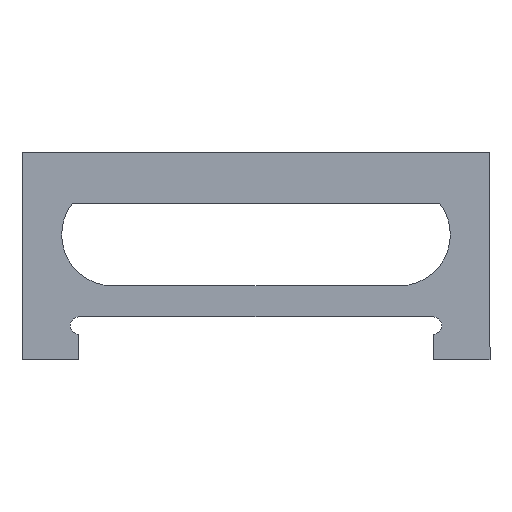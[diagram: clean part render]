
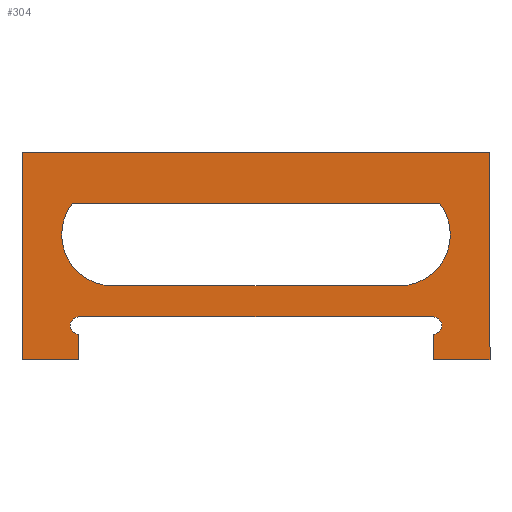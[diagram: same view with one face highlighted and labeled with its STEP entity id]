
A CAD part, front view. The second image highlights one B-rep face of the part: STEP entity #304.
In plain terms, the highlighted planar face has unit normal (0, -1, 0).
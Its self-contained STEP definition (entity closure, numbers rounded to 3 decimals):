
#19=FACE_BOUND('',#53,.T.);
#22=PLANE('',#339);
#36=FACE_OUTER_BOUND('',#52,.T.);
#52=EDGE_LOOP('',(#225,#226,#227,#228,#229,#230,#231,#232,#233,#234));
#53=EDGE_LOOP('',(#235,#236,#237,#238));
#68=CIRCLE('',#334,3.025);
#70=CIRCLE('',#337,3.025);
#71=CIRCLE('',#340,18.);
#72=CIRCLE('',#341,18.);
#79=LINE('',#467,#113);
#82=LINE('',#473,#116);
#83=LINE('',#475,#117);
#84=LINE('',#477,#118);
#85=LINE('',#479,#119);
#86=LINE('',#481,#120);
#87=LINE('',#482,#121);
#88=LINE('',#483,#122);
#89=LINE('',#486,#123);
#90=LINE('',#490,#124);
#113=VECTOR('',#379,10.);
#116=VECTOR('',#384,10.);
#117=VECTOR('',#385,10.);
#118=VECTOR('',#386,10.);
#119=VECTOR('',#387,10.);
#120=VECTOR('',#388,10.);
#121=VECTOR('',#389,10.);
#122=VECTOR('',#390,10.);
#123=VECTOR('',#391,10.);
#124=VECTOR('',#394,10.);
#143=VERTEX_POINT('',#448);
#146=VERTEX_POINT('',#453);
#148=VERTEX_POINT('',#458);
#150=VERTEX_POINT('',#462);
#151=VERTEX_POINT('',#466);
#153=VERTEX_POINT('',#472);
#154=VERTEX_POINT('',#474);
#155=VERTEX_POINT('',#476);
#156=VERTEX_POINT('',#478);
#157=VERTEX_POINT('',#480);
#158=VERTEX_POINT('',#484);
#159=VERTEX_POINT('',#485);
#160=VERTEX_POINT('',#487);
#161=VERTEX_POINT('',#489);
#174=EDGE_CURVE('',#143,#146,#68,.T.);
#178=EDGE_CURVE('',#148,#150,#70,.T.);
#179=EDGE_CURVE('',#151,#148,#79,.T.);
#182=EDGE_CURVE('',#153,#146,#82,.T.);
#183=EDGE_CURVE('',#154,#153,#83,.T.);
#184=EDGE_CURVE('',#155,#154,#84,.T.);
#185=EDGE_CURVE('',#156,#155,#85,.T.);
#186=EDGE_CURVE('',#156,#157,#86,.T.);
#187=EDGE_CURVE('',#157,#151,#87,.T.);
#188=EDGE_CURVE('',#143,#150,#88,.T.);
#189=EDGE_CURVE('',#158,#159,#89,.T.);
#190=EDGE_CURVE('',#160,#158,#71,.T.);
#191=EDGE_CURVE('',#161,#160,#90,.T.);
#192=EDGE_CURVE('',#159,#161,#72,.T.);
#225=ORIENTED_EDGE('',*,*,#174,.T.);
#226=ORIENTED_EDGE('',*,*,#182,.F.);
#227=ORIENTED_EDGE('',*,*,#183,.F.);
#228=ORIENTED_EDGE('',*,*,#184,.F.);
#229=ORIENTED_EDGE('',*,*,#185,.F.);
#230=ORIENTED_EDGE('',*,*,#186,.T.);
#231=ORIENTED_EDGE('',*,*,#187,.T.);
#232=ORIENTED_EDGE('',*,*,#179,.T.);
#233=ORIENTED_EDGE('',*,*,#178,.T.);
#234=ORIENTED_EDGE('',*,*,#188,.F.);
#235=ORIENTED_EDGE('',*,*,#189,.F.);
#236=ORIENTED_EDGE('',*,*,#190,.F.);
#237=ORIENTED_EDGE('',*,*,#191,.F.);
#238=ORIENTED_EDGE('',*,*,#192,.F.);
#304=ADVANCED_FACE('',(#36,#19),#22,.F.);
#334=AXIS2_PLACEMENT_3D('',#455,#367,#368);
#337=AXIS2_PLACEMENT_3D('',#464,#375,#376);
#339=AXIS2_PLACEMENT_3D('',#471,#382,#383);
#340=AXIS2_PLACEMENT_3D('',#488,#392,#393);
#341=AXIS2_PLACEMENT_3D('',#491,#395,#396);
#367=DIRECTION('center_axis',(0.,1.,0.));
#368=DIRECTION('ref_axis',(1.,0.,0.));
#375=DIRECTION('center_axis',(0.,1.,0.));
#376=DIRECTION('ref_axis',(1.,0.,0.));
#379=DIRECTION('',(0.,0.,1.));
#382=DIRECTION('center_axis',(0.,1.,0.));
#383=DIRECTION('ref_axis',(1.,0.,0.));
#384=DIRECTION('',(0.,0.,1.));
#385=DIRECTION('',(-1.,0.,0.));
#386=DIRECTION('',(0.,0.,-1.));
#387=DIRECTION('',(1.,0.,0.));
#388=DIRECTION('',(0.,0.,-1.));
#389=DIRECTION('',(1.,0.,0.));
#390=DIRECTION('',(-1.,0.,0.));
#391=DIRECTION('',(1.,0.,0.));
#392=DIRECTION('center_axis',(0.,-1.,0.));
#393=DIRECTION('ref_axis',(0.,0.,-1.));
#394=DIRECTION('',(-1.,0.,0.));
#395=DIRECTION('center_axis',(0.,-1.,0.));
#396=DIRECTION('ref_axis',(0.792,0.,0.611));
#448=CARTESIAN_POINT('',(442.424,0.,-213.596));
#453=CARTESIAN_POINT('',(442.424,0.,-219.646));
#455=CARTESIAN_POINT('Origin',(442.424,0.,-216.621));
#458=CARTESIAN_POINT('',(317.424,0.,-219.646));
#462=CARTESIAN_POINT('',(317.424,0.,-213.596));
#464=CARTESIAN_POINT('Origin',(317.424,0.,-216.621));
#466=CARTESIAN_POINT('',(317.424,0.,-228.596));
#467=CARTESIAN_POINT('',(317.424,0.,-228.596));
#471=CARTESIAN_POINT('Origin',(379.924,0.,-192.096));
#472=CARTESIAN_POINT('',(442.424,0.,-228.596));
#473=CARTESIAN_POINT('',(442.424,0.,-228.596));
#474=CARTESIAN_POINT('',(462.424,0.,-228.596));
#475=CARTESIAN_POINT('',(462.424,0.,-228.596));
#476=CARTESIAN_POINT('',(462.424,0.,-155.596));
#477=CARTESIAN_POINT('',(462.424,0.,-155.596));
#478=CARTESIAN_POINT('',(297.424,0.,-155.596));
#479=CARTESIAN_POINT('',(297.424,0.,-155.596));
#480=CARTESIAN_POINT('',(297.424,0.,-228.596));
#481=CARTESIAN_POINT('',(297.424,0.,-155.596));
#482=CARTESIAN_POINT('',(297.424,0.,-228.596));
#483=CARTESIAN_POINT('',(442.424,0.,-213.596));
#484=CARTESIAN_POINT('',(329.424,0.,-202.596));
#485=CARTESIAN_POINT('',(430.424,0.,-202.596));
#486=CARTESIAN_POINT('',(430.424,0.,-202.596));
#487=CARTESIAN_POINT('',(315.177,0.,-173.596));
#488=CARTESIAN_POINT('Origin',(329.424,0.,-184.596));
#489=CARTESIAN_POINT('',(444.672,0.,-173.596));
#490=CARTESIAN_POINT('',(315.177,0.,-173.596));
#491=CARTESIAN_POINT('Origin',(430.424,0.,-184.596));
